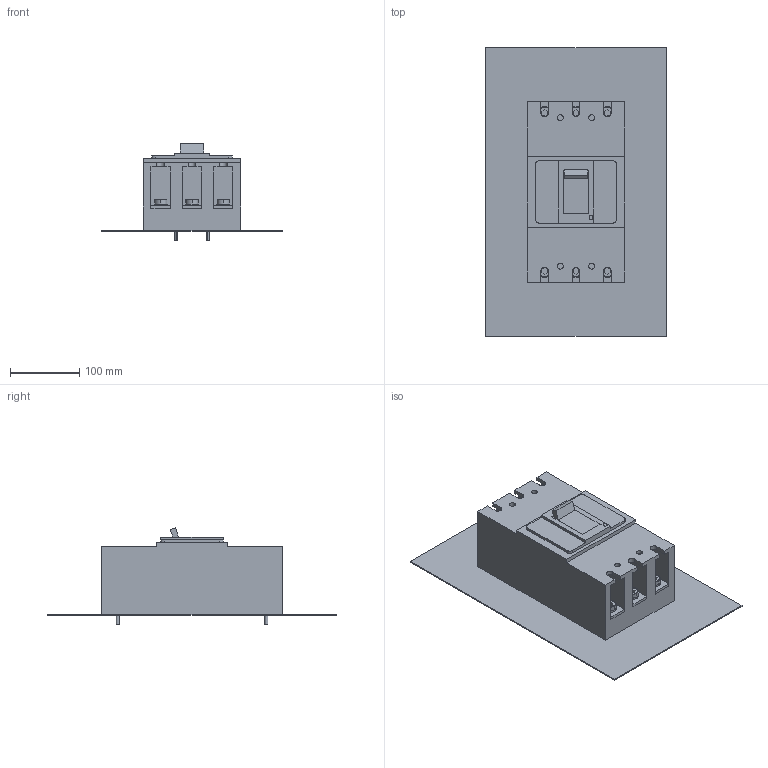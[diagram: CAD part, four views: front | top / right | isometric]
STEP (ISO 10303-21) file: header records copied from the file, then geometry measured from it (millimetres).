
FILE_DESCRIPTION(('CoCreate Modeling STEP Export'),'2;1');
FILE_NAME('ＰＶＳ４００ＮＤＬ３Ｆ.stp','2016-03-31T13:53:35',(''),(''),'CoCreate Modeling STEP processor for AP214 (Solid Model)','CoCreate Modeling 17.0 01-Apr-2010 (C) Parametric Technology GmbH','');
FILE_SCHEMA(('AUTOMOTIVE_DESIGN { 1 0 10303 214 1 1 1 1 }'));
Length unit declared in the file: millimetre
Products named in the file (6): P1; P3.2; P2.4; P5; P4.2; ＰＶＳ４００ＮＤＬ３Ｆ
Assembly tree (18 placements, depth 2):
  ＰＶＳ４００ＮＤＬ３Ｆ
    P4.2  x4
    P2.4  x6
    P3.2  x6
    P5
    P1
Bounding box: 260 x 416 x 139.2 mm (x, y, z)
Volume: 3556378 mm3; surface area: 446807 mm2
Topology: 18 solids, 18 shells, 334 faces, 768 edges, 512 vertices
Faces by surface type: plane 212, cylinder 122
Entity records: 5035 total; most frequent: ORIENTED_EDGE 864, CARTESIAN_POINT 814, DIRECTION 754, EDGE_CURVE 432, VECTOR 298, LINE 298, VERTEX_POINT 288, AXIS2_PLACEMENT_3D 228
